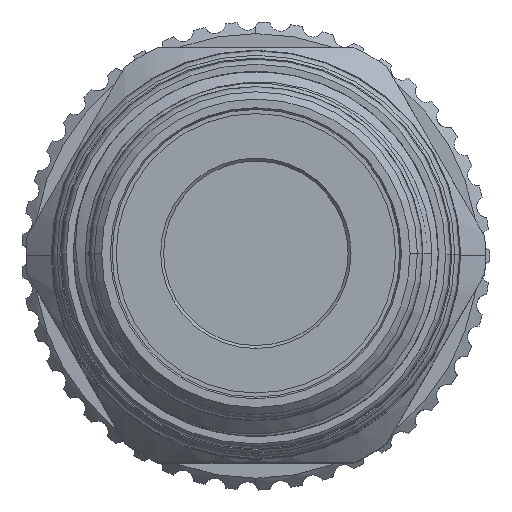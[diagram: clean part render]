
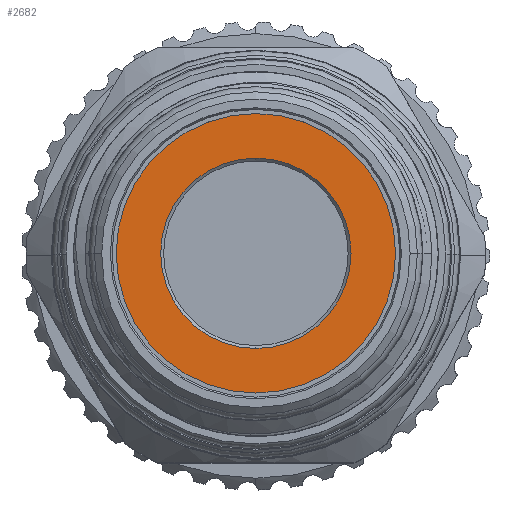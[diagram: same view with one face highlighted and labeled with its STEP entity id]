
A CAD part, top view. The second image highlights one B-rep face of the part: STEP entity #2682.
In plain terms, the highlighted planar face has unit normal (0, 0, 1).
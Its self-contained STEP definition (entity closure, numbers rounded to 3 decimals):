
#479 = ORIENTED_EDGE ( 'NONE', *, *, #33183, .T. ) ;
#826 = DIRECTION ( 'NONE',  ( 0., -1., 0. ) ) ;
#1076 = CIRCLE ( 'NONE', #29284, 9.615 ) ;
#1084 = DIRECTION ( 'NONE',  ( 0., 0., -1. ) ) ;
#2682 = ADVANCED_FACE ( 'NONE', ( #16494, #13185 ), #16854, .T. ) ;
#2855 = AXIS2_PLACEMENT_3D ( 'NONE', #8591, #1084, #33188 ) ;
#4931 = VERTEX_POINT ( 'NONE', #31995 ) ;
#6084 = EDGE_CURVE ( 'NONE', #7560, #4931, #1076, .T. ) ;
#7560 = VERTEX_POINT ( 'NONE', #14316 ) ;
#8591 = CARTESIAN_POINT ( 'NONE',  ( 0., 0., 19.06 ) ) ;
#8667 = CARTESIAN_POINT ( 'NONE',  ( 0., 0., 19.06 ) ) ;
#10855 = DIRECTION ( 'NONE',  ( 0., 0., -1. ) ) ;
#11114 = EDGE_LOOP ( 'NONE', ( #34275, #14095 ) ) ;
#11887 = EDGE_CURVE ( 'NONE', #20491, #26069, #29517, .T. ) ;
#13185 = FACE_OUTER_BOUND ( 'NONE', #11114, .T. ) ;
#13191 = CARTESIAN_POINT ( 'NONE',  ( 0., 0., 19.06 ) ) ;
#13416 = DIRECTION ( 'NONE',  ( 0., -1., 0. ) ) ;
#14095 = ORIENTED_EDGE ( 'NONE', *, *, #6084, .F. ) ;
#14316 = CARTESIAN_POINT ( 'NONE',  ( 0., 9.615, 19.06 ) ) ;
#14375 = ORIENTED_EDGE ( 'NONE', *, *, #11887, .T. ) ;
#14414 = CARTESIAN_POINT ( 'NONE',  ( 0., -6.55, 19.06 ) ) ;
#16118 = EDGE_LOOP ( 'NONE', ( #479, #14375 ) ) ;
#16494 = FACE_BOUND ( 'NONE', #16118, .T. ) ;
#16854 = PLANE ( 'NONE',  #22128 ) ;
#16882 = DIRECTION ( 'NONE',  ( 0., 0., -1. ) ) ;
#18242 = DIRECTION ( 'NONE',  ( 0., 0., -1. ) ) ;
#18741 = EDGE_CURVE ( 'NONE', #4931, #7560, #18905, .T. ) ;
#18905 = CIRCLE ( 'NONE', #27504, 9.615 ) ;
#19493 = DIRECTION ( 'NONE',  ( 0., 1., 0. ) ) ;
#19611 = CARTESIAN_POINT ( 'NONE',  ( 0., 0., 19.06 ) ) ;
#20491 = VERTEX_POINT ( 'NONE', #14414 ) ;
#21364 = CARTESIAN_POINT ( 'NONE',  ( 0., 0., 19.06 ) ) ;
#22128 = AXIS2_PLACEMENT_3D ( 'NONE', #19611, #32482, #19493 ) ;
#23789 = DIRECTION ( 'NONE',  ( 0., -1., 0. ) ) ;
#25301 = CARTESIAN_POINT ( 'NONE',  ( 0., 6.55, 19.06 ) ) ;
#26069 = VERTEX_POINT ( 'NONE', #25301 ) ;
#27504 = AXIS2_PLACEMENT_3D ( 'NONE', #8667, #16882, #826 ) ;
#28917 = AXIS2_PLACEMENT_3D ( 'NONE', #13191, #18242, #23789 ) ;
#29284 = AXIS2_PLACEMENT_3D ( 'NONE', #21364, #10855, #13416 ) ;
#29517 = CIRCLE ( 'NONE', #28917, 6.55 ) ;
#31995 = CARTESIAN_POINT ( 'NONE',  ( 0., -9.615, 19.06 ) ) ;
#32482 = DIRECTION ( 'NONE',  ( 0., 0., 1. ) ) ;
#33183 = EDGE_CURVE ( 'NONE', #26069, #20491, #33424, .T. ) ;
#33188 = DIRECTION ( 'NONE',  ( 0., -1., 0. ) ) ;
#33424 = CIRCLE ( 'NONE', #2855, 6.55 ) ;
#34275 = ORIENTED_EDGE ( 'NONE', *, *, #18741, .F. ) ;
